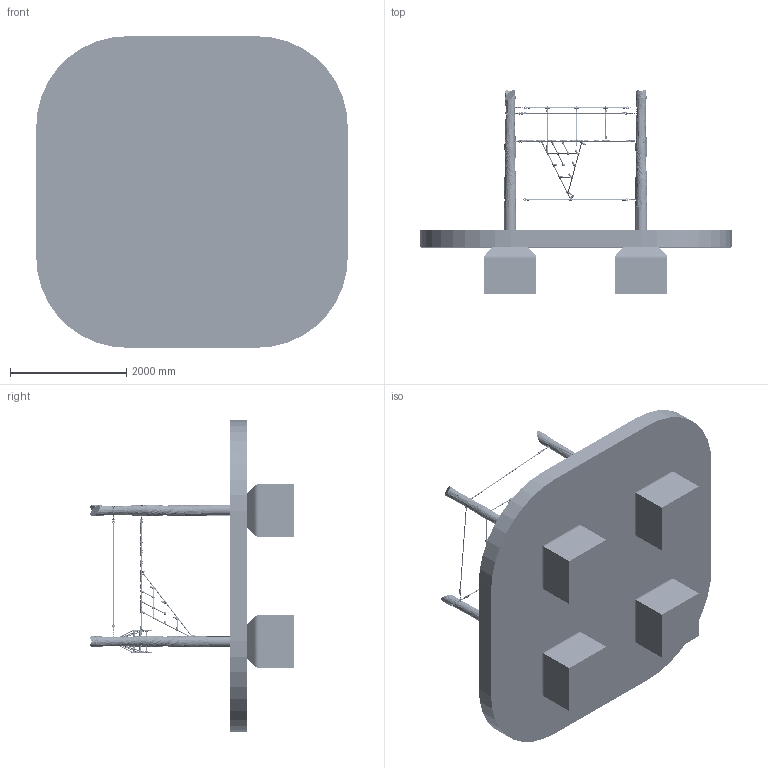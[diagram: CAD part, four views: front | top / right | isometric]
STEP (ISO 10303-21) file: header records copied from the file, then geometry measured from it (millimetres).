
FILE_DESCRIPTION (( 'STEP AP214' ), '1' );
FILE_NAME ('4591-30-1-R.STEP', '2016-12-12T13:15:29', ( '' ), ( '' ), 'SwSTEP 2.0', 'SolidWorks 2016', '' );
FILE_SCHEMA (( 'AUTOMOTIVE_DESIGN' ));
Length unit declared in the file: millimetre
Products named in the file (346): 70-5602 - Beckmann Sprosse rot Triangel klein 4591-30-1-R; Bew. TStück Quer; 6er Kettenglied_1 Laufseil 4591-30-1-R; 6er Kettenglied_1; T-Stück fest zusätzliche; 457-05 - Kunststoff Kausche Triangel klein 4591-30-1-R; Sicherung (3) von 6er Kettenglied; Teil21; flat countersunk trim head tapping screw_ai; 55-02-10-2A - 2-Augen-Schäkel ; Hintere Scheibe ; Knotenkugel-ohne; Balancierseil mit anbinung; Triangel klein 4591-30-13-R Triangel klein 4591-30-1-R; Bew. T-Stück Längsträger; Sicherheitslache 4591-30-4-R; 70-4316 - Seilendverschlussbuchse Triangel klein 4591-30-1-R; Teil20; Dreiecknetz; Vordere Scheibe ; 55-02-06-08 - Kettenschäkel; 457-05 - Kunststoff Kausche Triangel2 Triangel mittel 4591-30-1-R; Sicherung von zusätzliches Bew. T-Stück; Robieniepfosten_4591-30-1-R4 - Kopie; 457-05 - Kunststoff Kausche; 70-4316 - Seilendverschlussbuchse Triangel2 Triangel mittel 4591-30-1-R; Triangel klein 4591-30-13-R Triangel klein 4591-30-1-R_Standard<Wie bearbeitet>; Robieniepfosten_4591-30-1-R3 - Kopie; Balancierseil mit anbindung_Standard<Wie bearbeitet>; Baugruppe1 Triangel klein Triangel2 Triangel mittel 4591-30-1-R; Robieniepfosten_4591-30-1-R; 70-5602 - Beckmann Sprosse rot Triangel2 Triangel mittel 4591-30-1-R; Teil19; dreiecksnetz innenleben_Standard<Wie bearbeitet>; Robieniepfosten_4591-30-1-R_2; Triangel klein 4591-30-13-R Triangel2 Triangel mittel 4591-30-1-R; Zylinderschraube mit Innensechskant DIN 7984; Teil18; DIN 7984 - M10 x 40 --- 26N; Randseil dreiecksnetz_Standard<Wie bearbeitet> ...
Assembly tree (282 placements, depth 4):
  70-5602 - Beckmann Sprosse rot Triangel klein 4591-30-1-R
  Bew. TStück Quer
  6er Kettenglied_1 Laufseil 4591-30-1-R
  6er Kettenglied_1
  6er Kettenglied_1 Laufseil 4591-30-1-R
Bounding box: 5350 x 3502.71 x 5350 mm (x, y, z)
Volume: 10879534761.6 mm3; surface area: 95270307.5 mm2
Topology: 362 solids, 362 shells, 9318 faces, 23906 edges, 14976 vertices
Faces by surface type: plane 4332, cylinder 2480, torus 1334, bspline 710, cone 416, sphere 46
Full cylindrical faces by diameter (mm): 3 x120, 3.1 x84, 3.9 x18, 4 x12, 4.5 x12, 5.486 x5, 5.8 x36, 6 x476, 7 x32, 7.8 x90, 8 x42, 8.2 x8, 8.5 x28, 9.4 x12, 10 x4, 11 x4, 11.16 x24, 12 x24, 16 x98, 17 x40, 17.2 x12, 17.3 x6, 17.4 x6, 18 x12, 22 x18, 22.5 x10, 22.76 x24, 23.2 x24, 27.3 x40, 27.4 x6
Entity records: 105969 total; most frequent: CARTESIAN_POINT 47447, ORIENTED_EDGE 10048, DIRECTION 9478, EDGE_CURVE 5024, VERTEX_POINT 3431, AXIS2_PLACEMENT_3D 3397, EDGE_LOOP 2833, VECTOR 2684
